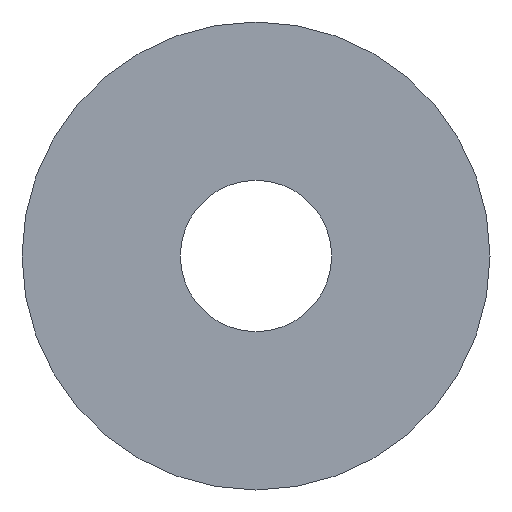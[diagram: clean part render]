
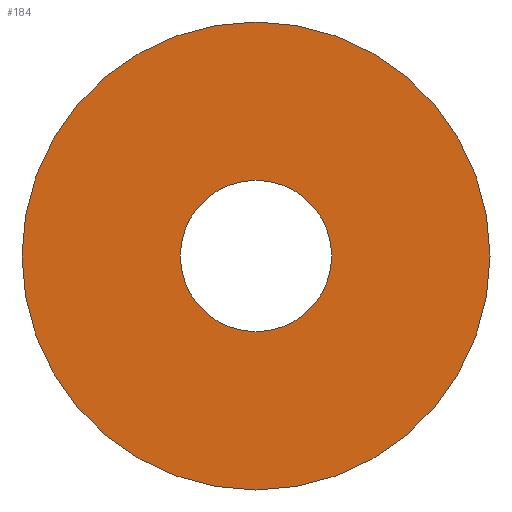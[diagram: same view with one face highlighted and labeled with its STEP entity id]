
A CAD part, left-side view. The second image highlights one B-rep face of the part: STEP entity #184.
In plain terms, the highlighted planar face has unit normal (-1, 0, 0).
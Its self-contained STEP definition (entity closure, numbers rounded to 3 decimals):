
#10 = CARTESIAN_POINT ( 'NONE',  ( -3., 0., 0. ) ) ;
#14 = CIRCLE ( 'NONE', #131, 17. ) ;
#15 = EDGE_CURVE ( 'NONE', #113, #155, #121, .T. ) ;
#18 = CIRCLE ( 'NONE', #192, 17. ) ;
#22 = DIRECTION ( 'NONE',  ( -1., 0., 0. ) ) ;
#28 = CARTESIAN_POINT ( 'NONE',  ( -3., 0., 0. ) ) ;
#34 = ORIENTED_EDGE ( 'NONE', *, *, #15, .F. ) ;
#43 = DIRECTION ( 'NONE',  ( 0., 0., 1. ) ) ;
#45 = CARTESIAN_POINT ( 'NONE',  ( -3., 0., 5.5 ) ) ;
#55 = CIRCLE ( 'NONE', #150, 5.5 ) ;
#56 = AXIS2_PLACEMENT_3D ( 'NONE', #138, #22, #43 ) ;
#58 = EDGE_LOOP ( 'NONE', ( #151, #130 ) ) ;
#61 = ORIENTED_EDGE ( 'NONE', *, *, #160, .F. ) ;
#62 = DIRECTION ( 'NONE',  ( -1., 0., 0. ) ) ;
#64 = EDGE_LOOP ( 'NONE', ( #61, #34 ) ) ;
#65 = CARTESIAN_POINT ( 'NONE',  ( -3., 0., 17. ) ) ;
#76 = DIRECTION ( 'NONE',  ( 0., 0., 1. ) ) ;
#78 = CARTESIAN_POINT ( 'NONE',  ( -3., 0., -17. ) ) ;
#79 = CARTESIAN_POINT ( 'NONE',  ( -3., 17., 0. ) ) ;
#87 = DIRECTION ( 'NONE',  ( -1., 0., 0. ) ) ;
#90 = DIRECTION ( 'NONE',  ( -1., 0., 0. ) ) ;
#111 = VERTEX_POINT ( 'NONE', #78 ) ;
#113 = VERTEX_POINT ( 'NONE', #194 ) ;
#118 = EDGE_CURVE ( 'NONE', #111, #198, #18, .T. ) ;
#120 = CARTESIAN_POINT ( 'NONE',  ( -3., 0., 0. ) ) ;
#121 = CIRCLE ( 'NONE', #56, 5.5 ) ;
#130 = ORIENTED_EDGE ( 'NONE', *, *, #118, .T. ) ;
#131 = AXIS2_PLACEMENT_3D ( 'NONE', #120, #90, #143 ) ;
#138 = CARTESIAN_POINT ( 'NONE',  ( -3., 0., 0. ) ) ;
#143 = DIRECTION ( 'NONE',  ( 0., 0., 1. ) ) ;
#149 = FACE_BOUND ( 'NONE', #64, .T. ) ;
#150 = AXIS2_PLACEMENT_3D ( 'NONE', #10, #62, #76 ) ;
#151 = ORIENTED_EDGE ( 'NONE', *, *, #156, .T. ) ;
#155 = VERTEX_POINT ( 'NONE', #45 ) ;
#156 = EDGE_CURVE ( 'NONE', #198, #111, #14, .T. ) ;
#157 = DIRECTION ( 'NONE',  ( 0., 0., -1. ) ) ;
#160 = EDGE_CURVE ( 'NONE', #155, #113, #55, .T. ) ;
#162 = AXIS2_PLACEMENT_3D ( 'NONE', #79, #193, #157 ) ;
#174 = FACE_OUTER_BOUND ( 'NONE', #58, .T. ) ;
#184 = ADVANCED_FACE ( 'NONE', ( #149, #174 ), #191, .F. ) ;
#191 = PLANE ( 'NONE',  #162 ) ;
#192 = AXIS2_PLACEMENT_3D ( 'NONE', #28, #87, #211 ) ;
#193 = DIRECTION ( 'NONE',  ( 1., 0., 0. ) ) ;
#194 = CARTESIAN_POINT ( 'NONE',  ( -3., 0., -5.5 ) ) ;
#198 = VERTEX_POINT ( 'NONE', #65 ) ;
#211 = DIRECTION ( 'NONE',  ( 0., 0., 1. ) ) ;
